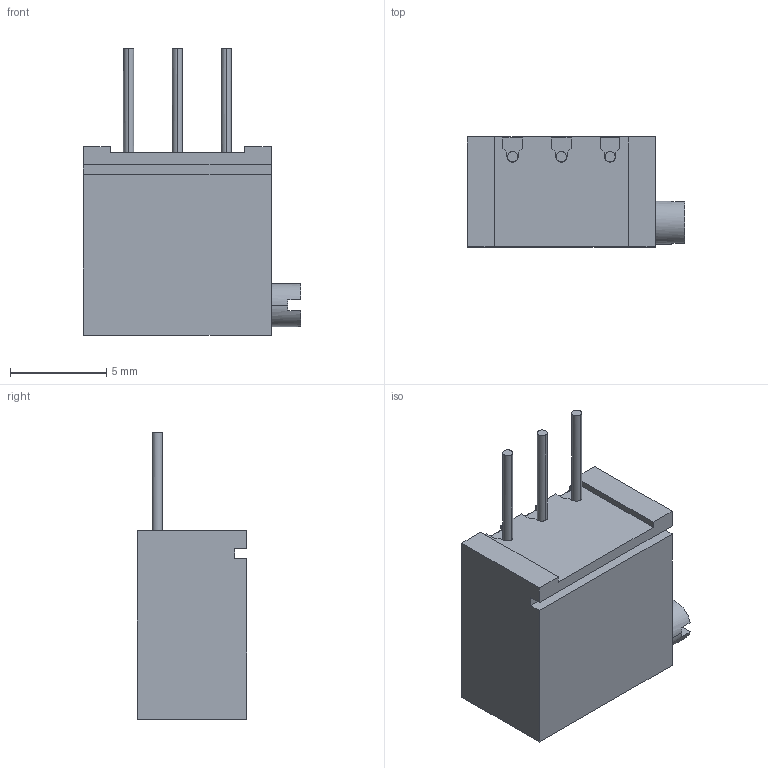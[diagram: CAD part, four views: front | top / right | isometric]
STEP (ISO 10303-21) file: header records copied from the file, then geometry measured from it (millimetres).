
FILE_DESCRIPTION((''),'2;1');
FILE_NAME('68X_SW0005','2013-03-04T',('BMozley'),(''),'PRO/ENGINEER BY PARAMETRIC TECHNOLOGY CORPORATION, 2012480','PRO/ENGINEER BY PARAMETRIC TECHNOLOGY CORPORATION, 2012480','');
FILE_SCHEMA(('CONFIG_CONTROL_DESIGN'));
Length unit declared in the file: inch
Products named in the file (1): 68X_SW0005
Bounding box: 11.3 x 5.71 x 14.94 mm (x, y, z)
Volume: 541.2 mm3; surface area: 469.7 mm2
Topology: 1 solids, 1 shells, 71 faces, 202 edges, 134 vertices
Faces by surface type: plane 53, cylinder 18
Entity records: 2351 total; most frequent: CARTESIAN_POINT 426, ORIENTED_EDGE 404, DIRECTION 382, EDGE_CURVE 202, VECTOR 152, LINE 152, VERTEX_POINT 134, AXIS2_PLACEMENT_3D 115
